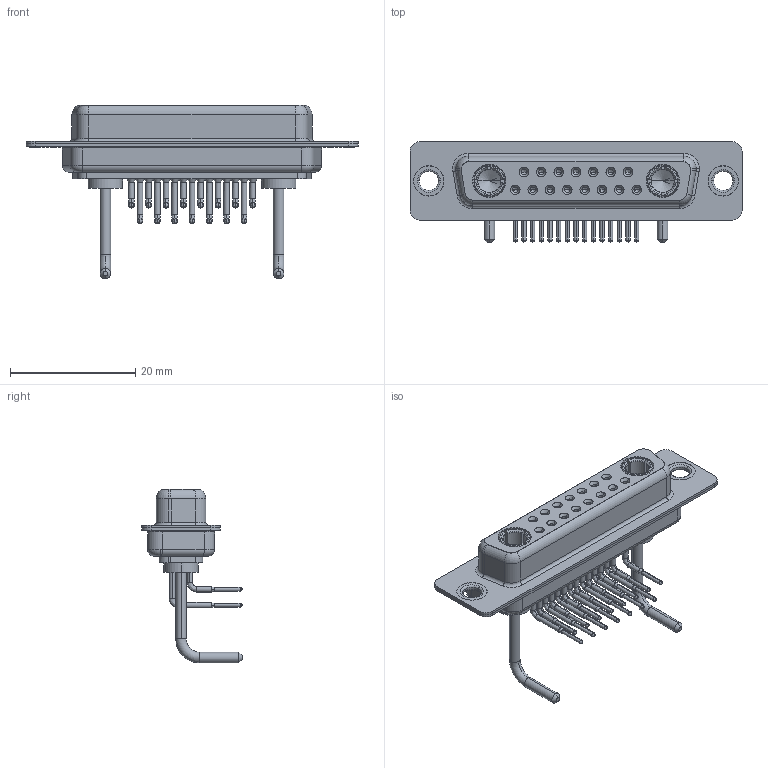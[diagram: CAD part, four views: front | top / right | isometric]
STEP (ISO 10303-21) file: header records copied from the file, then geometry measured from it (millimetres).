
FILE_DESCRIPTION (( 'STEP AP203' ), '1' );
FILE_NAME ('630-17W2650-1N1.STEP', '2022-06-02T16:23:59', ( '' ), ( '' ), 'SwSTEP 2.0', 'SolidWorks 2020', '' );
FILE_SCHEMA (( 'CONFIG_CONTROL_DESIGN' ));
Length unit declared in the file: millimetre
Products named in the file (8): 630Combo Thru Hole Rivet; 630Combo Contact Row 1; 630Combo Housing_17W2; 630Combo Contact Row 2; 630Combo Shell Rear_25 Contacts; 630-17W2650-1N1; 630Combo Shell Front_25 Contacts; Power Socket_Ext 10A RA
Assembly tree (22 placements, depth 2):
  630-17W2650-1N1
    630Combo Housing_17W2
    630Combo Shell Front_25 Contacts
    630Combo Shell Rear_25 Contacts
    630Combo Thru Hole Rivet  x2
    Power Socket_Ext 10A RA  x2
    630Combo Contact Row 1  x7
    630Combo Contact Row 2  x8
Bounding box: 53.05 x 16 x 27.78 mm (x, y, z)
Volume: 3863.9 mm3; surface area: 9006.2 mm2
Topology: 24 solids, 24 shells, 1204 faces, 3040 edges, 1912 vertices
Faces by surface type: cylinder 516, plane 350, cone 199, torus 77, bspline 62
Entity records: 19026 total; most frequent: CARTESIAN_POINT 3490, DIRECTION 3276, ORIENTED_EDGE 2806, EDGE_CURVE 1403, AXIS2_PLACEMENT_3D 1363, VERTEX_POINT 892, CIRCLE 756, EDGE_LOOP 703
